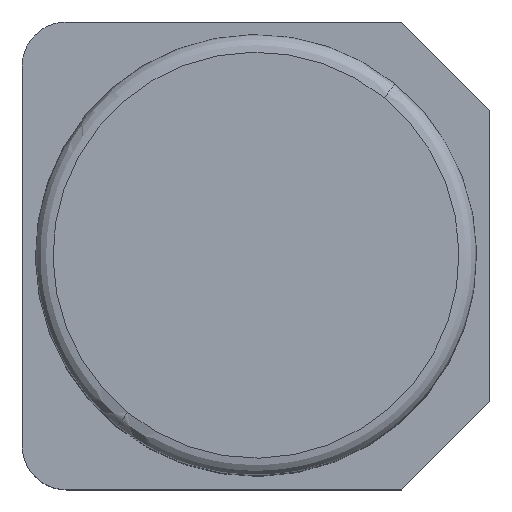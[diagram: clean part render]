
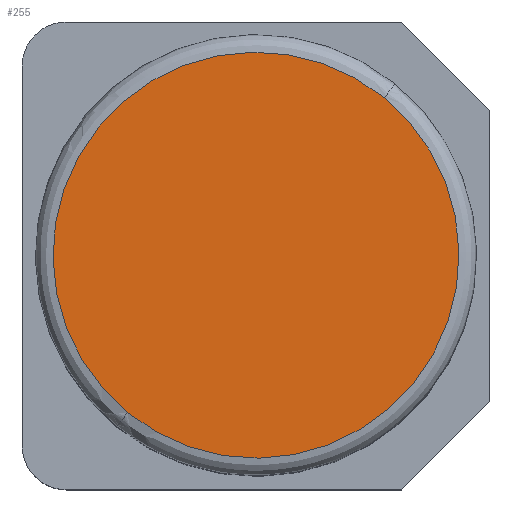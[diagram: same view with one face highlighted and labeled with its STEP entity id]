
A CAD part, top view. The second image highlights one B-rep face of the part: STEP entity #255.
In plain terms, the highlighted free-form (B-spline) face has degree [1, 1] with [2, 2] control points.
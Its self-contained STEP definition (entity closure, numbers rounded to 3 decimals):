
#255=ADVANCED_FACE('',(#330),#331,.F.);
#330=FACE_OUTER_BOUND('',#1090,.T.);
#331=B_SPLINE_SURFACE_WITH_KNOTS('',1,1,((#1091,#1092),(#1093,#1094)),.UNSPECIFIED.,.F.,.F.,.F.,(2,2),(2,2),(0.0,6.471),(0.0,6.471),.UNSPECIFIED.);
#1090=EDGE_LOOP('',(#1272,#1273));
#1091=CARTESIAN_POINT('',(2.183,7.202,6.1));
#1092=CARTESIAN_POINT('',(-1.902,2.183,6.1));
#1093=CARTESIAN_POINT('',(7.202,3.117,6.1));
#1094=CARTESIAN_POINT('',(3.117,-1.902,6.1));
#1272=ORIENTED_EDGE('',*,*,#1362,.F.);
#1273=ORIENTED_EDGE('',*,*,#1359,.F.);
#1359=EDGE_CURVE('',#1502,#1504,#1505,.T.);
#1362=EDGE_CURVE('',#1504,#1502,#1508,.T.);
#1502=VERTEX_POINT('',#1712);
#1504=VERTEX_POINT('',#1714);
#1505=CIRCLE('',#1715,2.3);
#1508=CIRCLE('',#1718,2.3);
#1712=CARTESIAN_POINT('',(1.198,0.866,6.1));
#1714=CARTESIAN_POINT('',(4.102,4.434,6.1));
#1715=AXIS2_PLACEMENT_3D('',#1841,#1842,#1843);
#1718=AXIS2_PLACEMENT_3D('',#1850,#1851,#1852);
#1841=CARTESIAN_POINT('',(2.65,2.65,6.1));
#1842=DIRECTION('',(-0.0,0.0,-1.0));
#1843=DIRECTION('',(-0.631,-0.776,0.0));
#1850=CARTESIAN_POINT('',(2.65,2.65,6.1));
#1851=DIRECTION('',(-0.0,0.0,-1.0));
#1852=DIRECTION('',(-0.631,-0.776,0.0));
